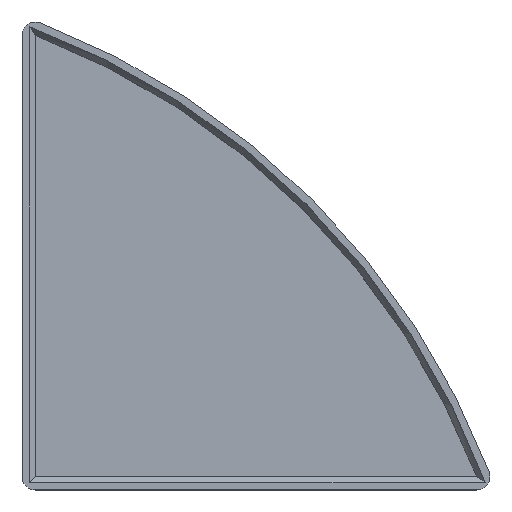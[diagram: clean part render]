
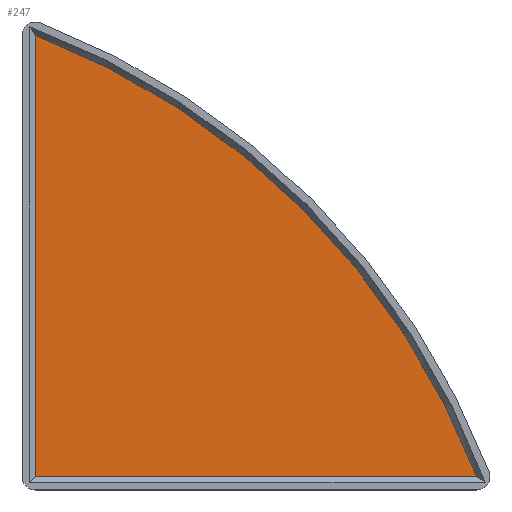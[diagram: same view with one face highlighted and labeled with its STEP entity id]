
A CAD part, top view. The second image highlights one B-rep face of the part: STEP entity #247.
In plain terms, the highlighted planar face has unit normal (0, 0, 1).
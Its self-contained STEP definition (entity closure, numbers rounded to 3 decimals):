
#23=CIRCLE('',#270,57.478);
#45=FACE_OUTER_BOUND('',#61,.T.);
#61=EDGE_LOOP('',(#213,#214,#215));
#74=LINE('',#398,#94);
#84=LINE('',#435,#104);
#94=VECTOR('',#316,10.);
#104=VECTOR('',#356,10.);
#112=VERTEX_POINT('',#390);
#113=VERTEX_POINT('',#392);
#114=VERTEX_POINT('',#396);
#137=EDGE_CURVE('',#113,#112,#23,.T.);
#140=EDGE_CURVE('',#112,#114,#74,.T.);
#158=EDGE_CURVE('',#114,#113,#84,.T.);
#213=ORIENTED_EDGE('',*,*,#158,.T.);
#214=ORIENTED_EDGE('',*,*,#137,.T.);
#215=ORIENTED_EDGE('',*,*,#140,.T.);
#232=PLANE('',#287);
#247=ADVANCED_FACE('',(#45),#232,.T.);
#270=AXIS2_PLACEMENT_3D('',#393,#310,#311);
#287=AXIS2_PLACEMENT_3D('',#436,#357,#358);
#310=DIRECTION('center_axis',(0.,0.,1.));
#311=DIRECTION('ref_axis',(0.933,0.359,0.));
#316=DIRECTION('',(0.,-1.,0.));
#356=DIRECTION('',(1.,0.,0.));
#357=DIRECTION('center_axis',(0.,0.,1.));
#358=DIRECTION('ref_axis',(1.,0.,0.));
#390=CARTESIAN_POINT('',(0.,33.,1.5));
#392=CARTESIAN_POINT('',(33.,0.,1.5));
#393=CARTESIAN_POINT('Origin',(-20.643,-20.643,1.5));
#396=CARTESIAN_POINT('',(0.,0.,1.5));
#398=CARTESIAN_POINT('',(0.,33.,1.5));
#435=CARTESIAN_POINT('',(0.,0.,1.5));
#436=CARTESIAN_POINT('Origin',(16.5,16.5,1.5));
